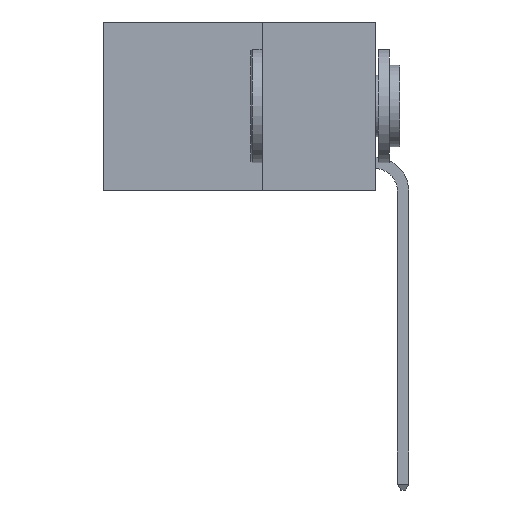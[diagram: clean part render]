
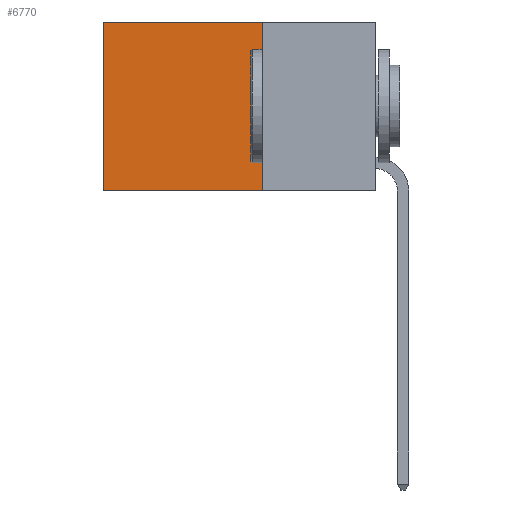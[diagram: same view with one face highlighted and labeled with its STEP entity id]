
A CAD part, left-side view. The second image highlights one B-rep face of the part: STEP entity #6770.
In plain terms, the highlighted planar face has unit normal (-1, 0, 0).
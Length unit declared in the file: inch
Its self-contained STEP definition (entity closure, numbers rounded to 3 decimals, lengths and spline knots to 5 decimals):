
#711 = EDGE_CURVE ( 'NONE', #8391, #3473, #3477, .T. ) ;
#1222 = EDGE_CURVE ( 'NONE', #2191, #8391, #1709, .T. ) ;
#1476 = VECTOR ( 'NONE', #4955, 39.37008 ) ;
#1709 = LINE ( 'NONE', #5212, #1476 ) ;
#1874 = ORIENTED_EDGE ( 'NONE', *, *, #711, .F. ) ;
#2163 = CARTESIAN_POINT ( 'NONE',  ( 0.2625, 0.25, 0. ) ) ;
#2191 = VERTEX_POINT ( 'NONE', #8853 ) ;
#2244 = EDGE_CURVE ( 'NONE', #2191, #2607, #6384, .T. ) ;
#2529 = VECTOR ( 'NONE', #8757, 39.37008 ) ;
#2607 = VERTEX_POINT ( 'NONE', #4214 ) ;
#2669 = LINE ( 'NONE', #9037, #2529 ) ;
#2847 = FACE_OUTER_BOUND ( 'NONE', #5316, .T. ) ;
#3389 = VECTOR ( 'NONE', #3702, 39.37008 ) ;
#3473 = VERTEX_POINT ( 'NONE', #4851 ) ;
#3477 = LINE ( 'NONE', #3824, #3389 ) ;
#3702 = DIRECTION ( 'NONE',  ( 0., 1., 0. ) ) ;
#3824 = CARTESIAN_POINT ( 'NONE',  ( 0.2625, 0.25, -0.37 ) ) ;
#3874 = ORIENTED_EDGE ( 'NONE', *, *, #6884, .T. ) ;
#4214 = CARTESIAN_POINT ( 'NONE',  ( 0.2625, 0.6, 0. ) ) ;
#4269 = ORIENTED_EDGE ( 'NONE', *, *, #2244, .T. ) ;
#4851 = CARTESIAN_POINT ( 'NONE',  ( 0.2625, 0.6, -0.37 ) ) ;
#4955 = DIRECTION ( 'NONE',  ( 0., 0., -1. ) ) ;
#5212 = CARTESIAN_POINT ( 'NONE',  ( 0.2625, 0.25, 0. ) ) ;
#5316 = EDGE_LOOP ( 'NONE', ( #3874, #1874, #7711, #4269 ) ) ;
#6384 = LINE ( 'NONE', #8315, #6393 ) ;
#6393 = VECTOR ( 'NONE', #8292, 39.37008 ) ;
#6770 = ADVANCED_FACE ( 'NONE', ( #2847 ), #8574, .F. ) ;
#6884 = EDGE_CURVE ( 'NONE', #2607, #3473, #2669, .T. ) ;
#6910 = CARTESIAN_POINT ( 'NONE',  ( 0.2625, 0.25, -0.37 ) ) ;
#7207 = DIRECTION ( 'NONE',  ( 0., 0., -1. ) ) ;
#7355 = DIRECTION ( 'NONE',  ( 1., 0., 0. ) ) ;
#7711 = ORIENTED_EDGE ( 'NONE', *, *, #1222, .F. ) ;
#8271 = AXIS2_PLACEMENT_3D ( 'NONE', #2163, #7355, #7207 ) ;
#8292 = DIRECTION ( 'NONE',  ( 0., 1., 0. ) ) ;
#8315 = CARTESIAN_POINT ( 'NONE',  ( 0.2625, 0.25, 0. ) ) ;
#8391 = VERTEX_POINT ( 'NONE', #6910 ) ;
#8574 = PLANE ( 'NONE',  #8271 ) ;
#8757 = DIRECTION ( 'NONE',  ( 0., 0., -1. ) ) ;
#8853 = CARTESIAN_POINT ( 'NONE',  ( 0.2625, 0.25, 0. ) ) ;
#9037 = CARTESIAN_POINT ( 'NONE',  ( 0.2625, 0.6, 0. ) ) ;
